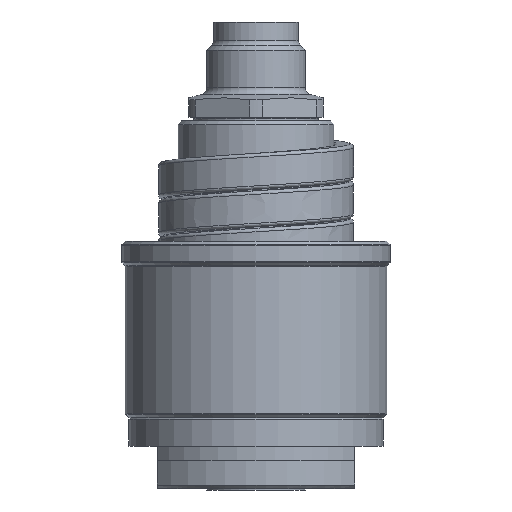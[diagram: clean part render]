
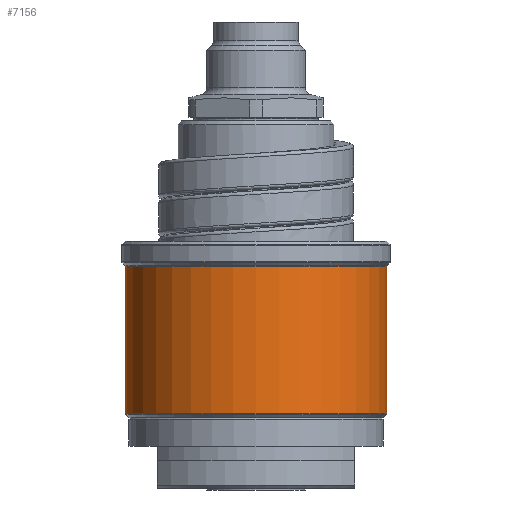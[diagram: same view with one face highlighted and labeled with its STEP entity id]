
A CAD part, front view. The second image highlights one B-rep face of the part: STEP entity #7156.
In plain terms, the highlighted cylindrical face has radius 18.5 mm (diameter 37 mm), a partial arc.
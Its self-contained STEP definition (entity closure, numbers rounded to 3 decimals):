
#1312=CARTESIAN_POINT('',(0.,0.,10.583));
#1313=DIRECTION('',(0.,0.,1.));
#1314=DIRECTION('',(-1.,0.,0.));
#1315=AXIS2_PLACEMENT_3D('',#1312,#1313,#1314);
#1317=DIRECTION('',(0.,0.,-1.));
#1318=VECTOR('',#1317,20.834);
#1319=CARTESIAN_POINT('',(-18.5,0.,31.417));
#1320=LINE('',#1319,#1318);
#1321=CARTESIAN_POINT('',(0.,0.,31.417));
#1322=DIRECTION('',(0.,0.,1.));
#1323=DIRECTION('',(-1.,0.,0.));
#1324=AXIS2_PLACEMENT_3D('',#1321,#1322,#1323);
#1326=DIRECTION('',(0.,0.,-1.));
#1327=VECTOR('',#1326,20.834);
#1328=CARTESIAN_POINT('',(18.5,0.,31.417));
#1329=LINE('',#1328,#1327);
#5071=CARTESIAN_POINT('',(18.5,0.,31.417));
#5072=CARTESIAN_POINT('',(-18.5,0.,31.417));
#5073=VERTEX_POINT('',#5071);
#5074=VERTEX_POINT('',#5072);
#5097=CARTESIAN_POINT('',(18.5,0.,10.583));
#5098=VERTEX_POINT('',#5097);
#5099=CARTESIAN_POINT('',(-18.5,0.,10.583));
#5100=VERTEX_POINT('',#5099);
#7142=CARTESIAN_POINT('',(0.,0.,8.75));
#7143=DIRECTION('',(0.,0.,1.));
#7144=DIRECTION('',(-1.,0.,0.));
#7145=AXIS2_PLACEMENT_3D('',#7142,#7143,#7144);
#7146=CYLINDRICAL_SURFACE('',#7145,18.5);
#7148=ORIENTED_EDGE('',*,*,#7147,.F.);
#7150=ORIENTED_EDGE('',*,*,#7149,.F.);
#7151=ORIENTED_EDGE('',*,*,#7132,.T.);
#7153=ORIENTED_EDGE('',*,*,#7152,.T.);
#7154=EDGE_LOOP('',(#7148,#7150,#7151,#7153));
#7155=FACE_OUTER_BOUND('',#7154,.F.);
#1316=CIRCLE('',#1315,18.5);
#1325=CIRCLE('',#1324,18.5);
#7132=EDGE_CURVE('',#5074,#5073,#1325,.T.);
#7147=EDGE_CURVE('',#5100,#5098,#1316,.T.);
#7149=EDGE_CURVE('',#5074,#5100,#1320,.T.);
#7152=EDGE_CURVE('',#5073,#5098,#1329,.T.);
#7156=ADVANCED_FACE('',(#7155),#7146,.T.);
